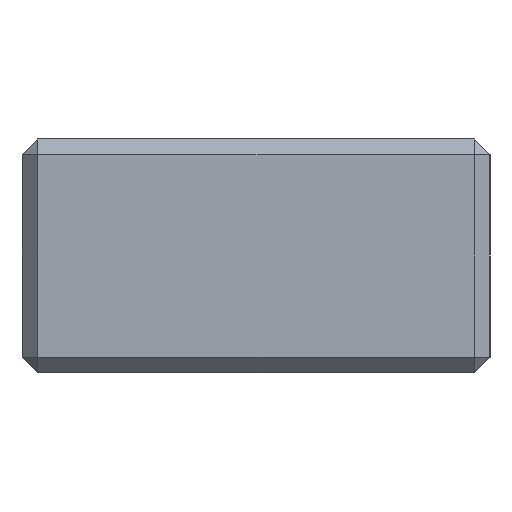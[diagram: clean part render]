
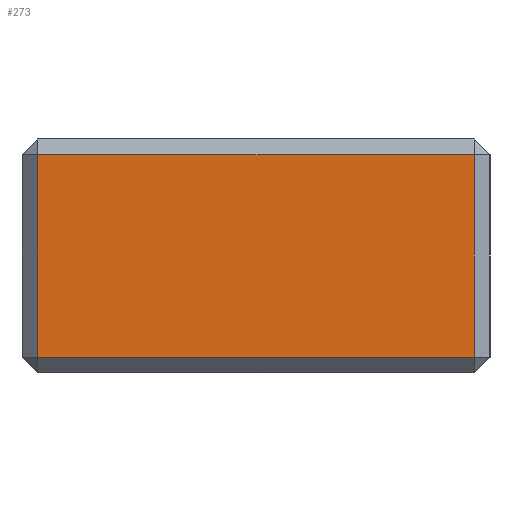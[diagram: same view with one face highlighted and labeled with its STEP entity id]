
A CAD part, left-side view. The second image highlights one B-rep face of the part: STEP entity #273.
In plain terms, the highlighted planar face has unit normal (-1, 0, 0).
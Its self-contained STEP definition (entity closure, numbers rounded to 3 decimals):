
#111 = VERTEX_POINT('',#112);
#112 = CARTESIAN_POINT('',(0.,-0.4,0.4));
#120 = VERTEX_POINT('',#121);
#121 = CARTESIAN_POINT('',(0.,-0.4,5.6));
#127 = EDGE_CURVE('',#111,#120,#128,.T.);
#128 = LINE('',#129,#130);
#129 = CARTESIAN_POINT('',(0.,-0.4,0.));
#130 = VECTOR('',#131,1.);
#131 = DIRECTION('',(0.,0.,1.));
#273 = ADVANCED_FACE('',(#274),#299,.T.);
#274 = FACE_BOUND('',#275,.T.);
#275 = EDGE_LOOP('',(#276,#284,#292,#298));
#276 = ORIENTED_EDGE('',*,*,#277,.F.);
#277 = EDGE_CURVE('',#278,#111,#280,.T.);
#278 = VERTEX_POINT('',#279);
#279 = CARTESIAN_POINT('',(0.,-11.6,0.4));
#280 = LINE('',#281,#282);
#281 = CARTESIAN_POINT('',(0.,-12.,0.4));
#282 = VECTOR('',#283,1.);
#283 = DIRECTION('',(0.,1.,0.));
#284 = ORIENTED_EDGE('',*,*,#285,.T.);
#285 = EDGE_CURVE('',#278,#286,#288,.T.);
#286 = VERTEX_POINT('',#287);
#287 = CARTESIAN_POINT('',(0.,-11.6,5.6));
#288 = LINE('',#289,#290);
#289 = CARTESIAN_POINT('',(0.,-11.6,0.));
#290 = VECTOR('',#291,1.);
#291 = DIRECTION('',(0.,0.,1.));
#292 = ORIENTED_EDGE('',*,*,#293,.T.);
#293 = EDGE_CURVE('',#286,#120,#294,.T.);
#294 = LINE('',#295,#296);
#295 = CARTESIAN_POINT('',(0.,-12.,5.6));
#296 = VECTOR('',#297,1.);
#297 = DIRECTION('',(0.,1.,0.));
#298 = ORIENTED_EDGE('',*,*,#127,.F.);
#299 = PLANE('',#300);
#300 = AXIS2_PLACEMENT_3D('',#301,#302,#303);
#301 = CARTESIAN_POINT('',(0.,-12.,0.));
#302 = DIRECTION('',(-1.,0.,0.));
#303 = DIRECTION('',(0.,1.,0.));
